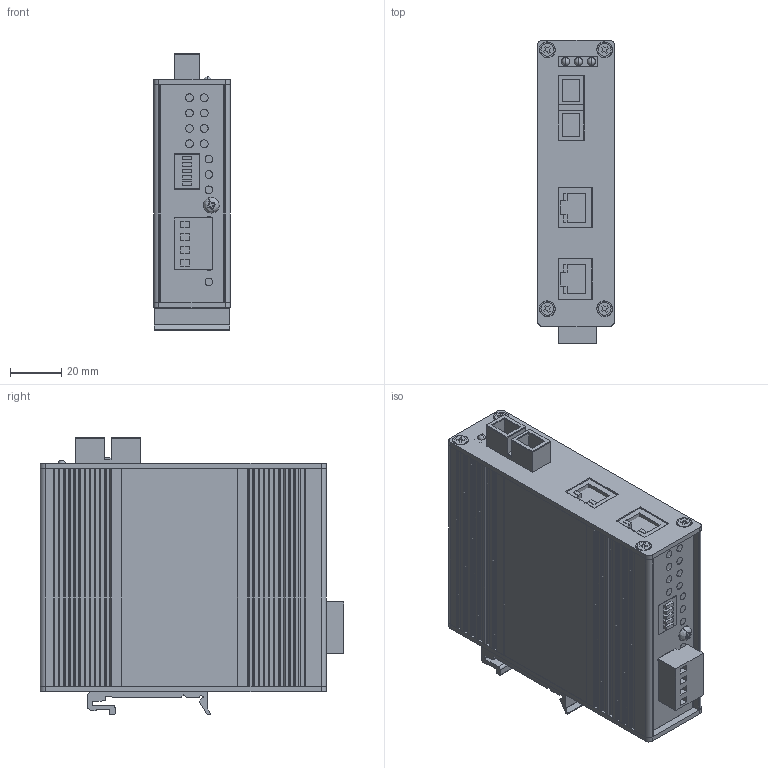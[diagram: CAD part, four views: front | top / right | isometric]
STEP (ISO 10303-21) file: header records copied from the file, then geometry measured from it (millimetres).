
FILE_DESCRIPTION (( 'STEP AP214' ), '1' );
FILE_NAME ('JC1302_ASY-3D-STP_20220318.STEP', '2022-03-15T08:12:24', ( '' ), ( '' ), 'SwSTEP 2.0', 'SolidWorks 2018', '' );
FILE_SCHEMA (( 'AUTOMOTIVE_DESIGN' ));
Length unit declared in the file: millimetre
Products named in the file (1): JC1302_ASY-3D-STP_20220318
Bounding box: 30 x 118.6 x 108.3 mm (x, y, z)
Volume: 332139.6 mm3; surface area: 88704.7 mm2
Topology: 21 solids, 21 shells, 1039 faces, 2838 edges, 1879 vertices
Faces by surface type: plane 617, cylinder 370, cone 44, sphere 6, bspline 2
Entity records: 44708 total; most frequent: CARTESIAN_POINT 5845, DIRECTION 5704, ORIENTED_EDGE 5652, EDGE_CURVE 2826, LINE 1986, VECTOR 1986, VERTEX_POINT 1873, AXIS2_PLACEMENT_3D 1859
